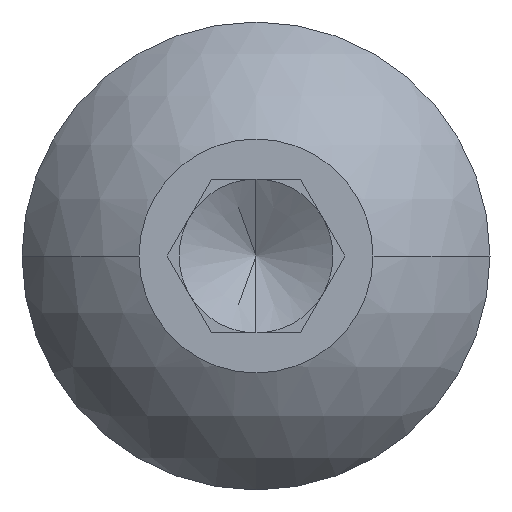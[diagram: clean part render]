
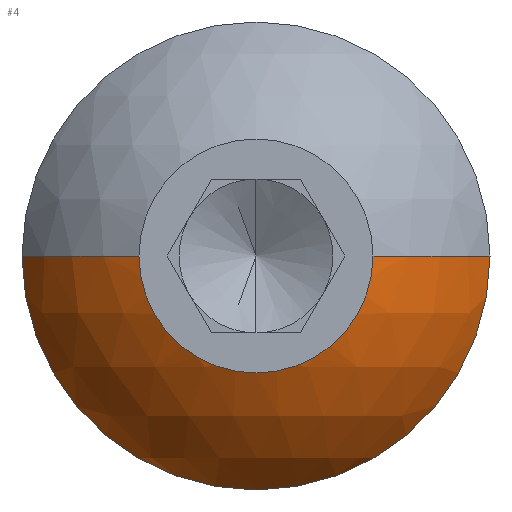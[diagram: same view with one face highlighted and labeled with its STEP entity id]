
A CAD part, left-side view. The second image highlights one B-rep face of the part: STEP entity #4.
In plain terms, the highlighted spherical face has radius 4.325 mm.
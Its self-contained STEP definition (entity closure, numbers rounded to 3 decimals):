
#4 = ADVANCED_FACE ( 'NONE', ( #27 ), #35, .T. ) ;
#23 = AXIS2_PLACEMENT_3D ( 'NONE', #113, #226, #41 ) ;
#27 = FACE_OUTER_BOUND ( 'NONE', #417, .T. ) ;
#29 = CIRCLE ( 'NONE', #705, 4.325 ) ;
#30 = DIRECTION ( 'NONE',  ( 0., 0., 1. ) ) ;
#35 = SPHERICAL_SURFACE ( 'NONE', #72, 4.325 ) ;
#41 = DIRECTION ( 'NONE',  ( 0., 0., 1. ) ) ;
#45 = DIRECTION ( 'NONE',  ( -1., 0., 0. ) ) ;
#72 = AXIS2_PLACEMENT_3D ( 'NONE', #203, #74, #622 ) ;
#74 = DIRECTION ( 'NONE',  ( 0., 0., -1. ) ) ;
#113 = CARTESIAN_POINT ( 'NONE',  ( 1.82, 0., 0. ) ) ;
#115 = EDGE_CURVE ( 'NONE', #331, #279, #300, .T. ) ;
#198 = CARTESIAN_POINT ( 'NONE',  ( 1.82, 3.8, 0. ) ) ;
#203 = CARTESIAN_POINT ( 'NONE',  ( 3.885, 0., 0. ) ) ;
#226 = DIRECTION ( 'NONE',  ( -1., 0., 0. ) ) ;
#235 = CIRCLE ( 'NONE', #516, 1.9 ) ;
#243 = EDGE_CURVE ( 'NONE', #545, #586, #711, .T. ) ;
#279 = VERTEX_POINT ( 'NONE', #342 ) ;
#286 = EDGE_CURVE ( 'NONE', #687, #279, #235, .T. ) ;
#300 = CIRCLE ( 'NONE', #610, 4.325 ) ;
#331 = VERTEX_POINT ( 'NONE', #587 ) ;
#332 = DIRECTION ( 'NONE',  ( 0., 0., -1. ) ) ;
#342 = CARTESIAN_POINT ( 'NONE',  ( 0., -1.9, 0. ) ) ;
#391 = CARTESIAN_POINT ( 'NONE',  ( 1.82, 0., 0. ) ) ;
#397 = CARTESIAN_POINT ( 'NONE',  ( 0., 1.9, 0. ) ) ;
#410 = DIRECTION ( 'NONE',  ( 0., 0., 1. ) ) ;
#417 = EDGE_LOOP ( 'NONE', ( #424, #768, #647, #762, #529 ) ) ;
#424 = ORIENTED_EDGE ( 'NONE', *, *, #243, .T. ) ;
#465 = CARTESIAN_POINT ( 'NONE',  ( 3.885, 0., 0. ) ) ;
#467 = CARTESIAN_POINT ( 'NONE',  ( 3.885, 0., 0. ) ) ;
#516 = AXIS2_PLACEMENT_3D ( 'NONE', #659, #45, #410 ) ;
#529 = ORIENTED_EDGE ( 'NONE', *, *, #638, .F. ) ;
#545 = VERTEX_POINT ( 'NONE', #198 ) ;
#559 = CIRCLE ( 'NONE', #570, 3.8 ) ;
#570 = AXIS2_PLACEMENT_3D ( 'NONE', #391, #577, #637 ) ;
#577 = DIRECTION ( 'NONE',  ( -1., 0., 0. ) ) ;
#584 = CARTESIAN_POINT ( 'NONE',  ( 1.82, 0., -3.8 ) ) ;
#586 = VERTEX_POINT ( 'NONE', #584 ) ;
#587 = CARTESIAN_POINT ( 'NONE',  ( 1.82, -3.8, 0. ) ) ;
#610 = AXIS2_PLACEMENT_3D ( 'NONE', #465, #332, #693 ) ;
#622 = DIRECTION ( 'NONE',  ( 0., 1., 0. ) ) ;
#637 = DIRECTION ( 'NONE',  ( 0., 0., 1. ) ) ;
#638 = EDGE_CURVE ( 'NONE', #545, #687, #29, .T. ) ;
#641 = DIRECTION ( 'NONE',  ( 1., 0., 0. ) ) ;
#647 = ORIENTED_EDGE ( 'NONE', *, *, #115, .T. ) ;
#659 = CARTESIAN_POINT ( 'NONE',  ( 0., 0., 0. ) ) ;
#668 = EDGE_CURVE ( 'NONE', #586, #331, #559, .T. ) ;
#687 = VERTEX_POINT ( 'NONE', #397 ) ;
#693 = DIRECTION ( 'NONE',  ( 0., 1., 0. ) ) ;
#705 = AXIS2_PLACEMENT_3D ( 'NONE', #467, #30, #641 ) ;
#711 = CIRCLE ( 'NONE', #23, 3.8 ) ;
#762 = ORIENTED_EDGE ( 'NONE', *, *, #286, .F. ) ;
#768 = ORIENTED_EDGE ( 'NONE', *, *, #668, .T. ) ;
